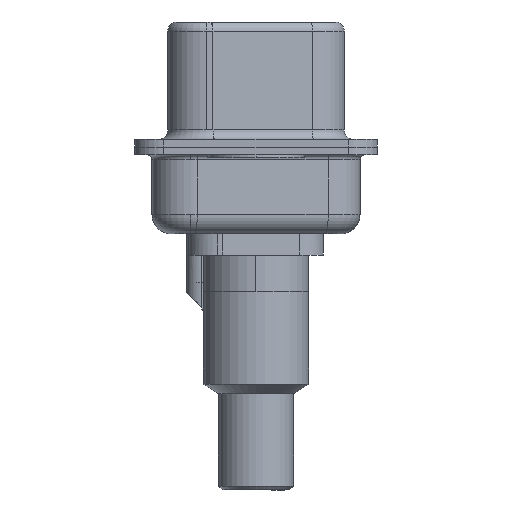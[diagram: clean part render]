
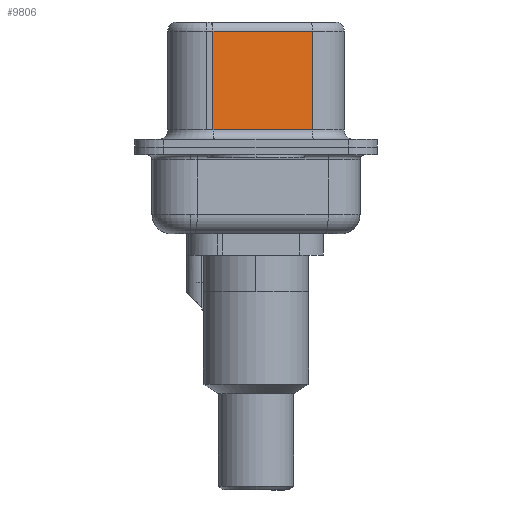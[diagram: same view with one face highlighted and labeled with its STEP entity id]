
A CAD part, left-side view. The second image highlights one B-rep face of the part: STEP entity #9806.
In plain terms, the highlighted planar face has unit normal (-0.985, -0.174, 0).
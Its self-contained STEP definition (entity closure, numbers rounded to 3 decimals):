
#143 = DIRECTION ( 'NONE',  ( 0., 0., -1. ) ) ;
#857 = FACE_OUTER_BOUND ( 'NONE', #14868, .T. ) ;
#911 = LINE ( 'NONE', #20349, #14249 ) ;
#947 = DIRECTION ( 'NONE',  ( 0.174, -0.985, 0. ) ) ;
#1506 = VERTEX_POINT ( 'NONE', #17665 ) ;
#2242 = LINE ( 'NONE', #20986, #15087 ) ;
#2566 = ORIENTED_EDGE ( 'NONE', *, *, #20376, .F. ) ;
#2815 = VECTOR ( 'NONE', #947, 1000. ) ;
#3956 = DIRECTION ( 'NONE',  ( -0.174, 0.985, 0. ) ) ;
#3975 = VERTEX_POINT ( 'NONE', #20737 ) ;
#3983 = DIRECTION ( 'NONE',  ( 0.985, 0.174, 0. ) ) ;
#4050 = CARTESIAN_POINT ( 'NONE',  ( 4.58, -2.927, 6.52 ) ) ;
#4200 = PLANE ( 'NONE',  #21167 ) ;
#4261 = CARTESIAN_POINT ( 'NONE',  ( 4.58, -2.927, 0.9 ) ) ;
#5457 = DIRECTION ( 'NONE',  ( -0.174, 0.985, 0. ) ) ;
#7212 = LINE ( 'NONE', #4261, #2815 ) ;
#8569 = ORIENTED_EDGE ( 'NONE', *, *, #11889, .T. ) ;
#8993 = DIRECTION ( 'NONE',  ( 0., 0., -1. ) ) ;
#9806 = ADVANCED_FACE ( 'NONE', ( #857 ), #4200, .F. ) ;
#11050 = EDGE_CURVE ( 'NONE', #1506, #3975, #19018, .T. ) ;
#11889 = EDGE_CURVE ( 'NONE', #21273, #21219, #7212, .T. ) ;
#13722 = ORIENTED_EDGE ( 'NONE', *, *, #18779, .T. ) ;
#14131 = CARTESIAN_POINT ( 'NONE',  ( 3.67, 2.233, 0.9 ) ) ;
#14249 = VECTOR ( 'NONE', #143, 1000. ) ;
#14868 = EDGE_LOOP ( 'NONE', ( #2566, #20163, #13722, #8569 ) ) ;
#15087 = VECTOR ( 'NONE', #8993, 1000. ) ;
#17466 = CARTESIAN_POINT ( 'NONE',  ( 4.58, -2.927, 0.9 ) ) ;
#17665 = CARTESIAN_POINT ( 'NONE',  ( 4.58, -2.927, 6.02 ) ) ;
#18460 = VECTOR ( 'NONE', #5457, 1000. ) ;
#18779 = EDGE_CURVE ( 'NONE', #3975, #21273, #2242, .T. ) ;
#19018 = LINE ( 'NONE', #20770, #18460 ) ;
#20163 = ORIENTED_EDGE ( 'NONE', *, *, #11050, .T. ) ;
#20349 = CARTESIAN_POINT ( 'NONE',  ( 4.58, -2.927, 6.52 ) ) ;
#20376 = EDGE_CURVE ( 'NONE', #1506, #21219, #911, .T. ) ;
#20737 = CARTESIAN_POINT ( 'NONE',  ( 3.67, 2.233, 6.02 ) ) ;
#20770 = CARTESIAN_POINT ( 'NONE',  ( 4.58, -2.927, 6.02 ) ) ;
#20986 = CARTESIAN_POINT ( 'NONE',  ( 3.67, 2.233, 6.52 ) ) ;
#21167 = AXIS2_PLACEMENT_3D ( 'NONE', #4050, #3983, #3956 ) ;
#21219 = VERTEX_POINT ( 'NONE', #17466 ) ;
#21273 = VERTEX_POINT ( 'NONE', #14131 ) ;
